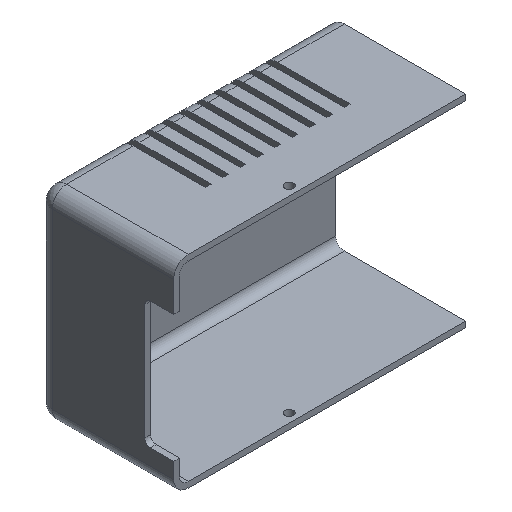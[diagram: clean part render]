
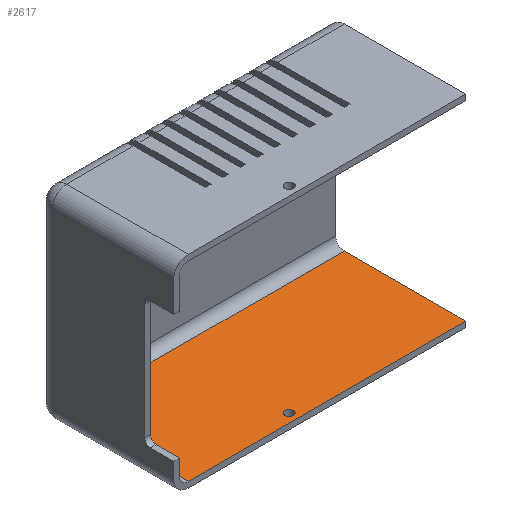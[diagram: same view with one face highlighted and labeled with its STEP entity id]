
A CAD part, isometric view. The second image highlights one B-rep face of the part: STEP entity #2617.
In plain terms, the highlighted planar face has unit normal (0, 0, 1).
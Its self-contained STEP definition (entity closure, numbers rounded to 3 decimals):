
#43 = PLANE('',#44);
#44 = AXIS2_PLACEMENT_3D('',#45,#46,#47);
#45 = CARTESIAN_POINT('',(48.,0.,60.));
#46 = DIRECTION('',(-1.,0.,0.));
#47 = DIRECTION('',(0.,0.,-1.));
#214 = VERTEX_POINT('',#215);
#215 = CARTESIAN_POINT('',(48.,0.,-3.));
#229 = PLANE('',#230);
#230 = AXIS2_PLACEMENT_3D('',#231,#232,#233);
#231 = CARTESIAN_POINT('',(0.,0.,30.));
#232 = DIRECTION('',(0.,1.,0.));
#233 = DIRECTION('',(0.,0.,1.));
#241 = EDGE_CURVE('',#214,#242,#244,.T.);
#242 = VERTEX_POINT('',#243);
#243 = CARTESIAN_POINT('',(48.,42.,-3.));
#244 = SURFACE_CURVE('',#245,(#249,#256),.PCURVE_S1.);
#245 = LINE('',#246,#247);
#246 = CARTESIAN_POINT('',(48.,0.,-3.));
#247 = VECTOR('',#248,1.);
#248 = DIRECTION('',(-0.,1.,0.));
#249 = PCURVE('',#43,#250);
#250 = DEFINITIONAL_REPRESENTATION('',(#251),#255);
#251 = LINE('',#252,#253);
#252 = CARTESIAN_POINT('',(63.,0.));
#253 = VECTOR('',#254,1.);
#254 = DIRECTION('',(0.,-1.));
#255 = ( GEOMETRIC_REPRESENTATION_CONTEXT(2) 
PARAMETRIC_REPRESENTATION_CONTEXT() REPRESENTATION_CONTEXT('2D SPACE',''
  ) );
#256 = PCURVE('',#257,#262);
#257 = PLANE('',#258);
#258 = AXIS2_PLACEMENT_3D('',#259,#260,#261);
#259 = CARTESIAN_POINT('',(48.,0.,-3.));
#260 = DIRECTION('',(0.,0.,1.));
#261 = DIRECTION('',(-1.,0.,0.));
#262 = DEFINITIONAL_REPRESENTATION('',(#263),#267);
#263 = LINE('',#264,#265);
#264 = CARTESIAN_POINT('',(0.,0.));
#265 = VECTOR('',#266,1.);
#266 = DIRECTION('',(0.,-1.));
#267 = ( GEOMETRIC_REPRESENTATION_CONTEXT(2) 
PARAMETRIC_REPRESENTATION_CONTEXT() REPRESENTATION_CONTEXT('2D SPACE',''
  ) );
#290 = CYLINDRICAL_SURFACE('',#291,3.);
#291 = AXIS2_PLACEMENT_3D('',#292,#293,#294);
#292 = CARTESIAN_POINT('',(48.,42.,0.));
#293 = DIRECTION('',(-1.,0.,0.));
#294 = DIRECTION('',(-0.,-1.,0.));
#2553 = VERTEX_POINT('',#2554);
#2554 = CARTESIAN_POINT('',(-48.,42.,-3.));
#2596 = EDGE_CURVE('',#242,#2553,#2597,.T.);
#2597 = SURFACE_CURVE('',#2598,(#2602,#2609),.PCURVE_S1.);
#2598 = LINE('',#2599,#2600);
#2599 = CARTESIAN_POINT('',(48.,42.,-3.));
#2600 = VECTOR('',#2601,1.);
#2601 = DIRECTION('',(-1.,0.,0.));
#2602 = PCURVE('',#290,#2603);
#2603 = DEFINITIONAL_REPRESENTATION('',(#2604),#2608);
#2604 = LINE('',#2605,#2606);
#2605 = CARTESIAN_POINT('',(-1.571,0.));
#2606 = VECTOR('',#2607,1.);
#2607 = DIRECTION('',(-0.,1.));
#2608 = ( GEOMETRIC_REPRESENTATION_CONTEXT(2) 
PARAMETRIC_REPRESENTATION_CONTEXT() REPRESENTATION_CONTEXT('2D SPACE',''
  ) );
#2609 = PCURVE('',#257,#2610);
#2610 = DEFINITIONAL_REPRESENTATION('',(#2611),#2615);
#2611 = LINE('',#2612,#2613);
#2612 = CARTESIAN_POINT('',(-0.,-42.));
#2613 = VECTOR('',#2614,1.);
#2614 = DIRECTION('',(1.,0.));
#2615 = ( GEOMETRIC_REPRESENTATION_CONTEXT(2) 
PARAMETRIC_REPRESENTATION_CONTEXT() REPRESENTATION_CONTEXT('2D SPACE',''
  ) );
#2617 = ADVANCED_FACE('',(#2618,#2671),#257,.T.);
#2618 = FACE_BOUND('',#2619,.T.);
#2619 = EDGE_LOOP('',(#2620,#2621,#2622,#2650));
#2620 = ORIENTED_EDGE('',*,*,#241,.T.);
#2621 = ORIENTED_EDGE('',*,*,#2596,.T.);
#2622 = ORIENTED_EDGE('',*,*,#2623,.F.);
#2623 = EDGE_CURVE('',#2624,#2553,#2626,.T.);
#2624 = VERTEX_POINT('',#2625);
#2625 = CARTESIAN_POINT('',(-48.,0.,-3.));
#2626 = SURFACE_CURVE('',#2627,(#2631,#2638),.PCURVE_S1.);
#2627 = LINE('',#2628,#2629);
#2628 = CARTESIAN_POINT('',(-48.,0.,-3.));
#2629 = VECTOR('',#2630,1.);
#2630 = DIRECTION('',(-0.,1.,0.));
#2631 = PCURVE('',#257,#2632);
#2632 = DEFINITIONAL_REPRESENTATION('',(#2633),#2637);
#2633 = LINE('',#2634,#2635);
#2634 = CARTESIAN_POINT('',(96.,0.));
#2635 = VECTOR('',#2636,1.);
#2636 = DIRECTION('',(0.,-1.));
#2637 = ( GEOMETRIC_REPRESENTATION_CONTEXT(2) 
PARAMETRIC_REPRESENTATION_CONTEXT() REPRESENTATION_CONTEXT('2D SPACE',''
  ) );
#2638 = PCURVE('',#2639,#2644);
#2639 = CYLINDRICAL_SURFACE('',#2640,3.);
#2640 = AXIS2_PLACEMENT_3D('',#2641,#2642,#2643);
#2641 = CARTESIAN_POINT('',(-48.,0.,0.));
#2642 = DIRECTION('',(0.,1.,0.));
#2643 = DIRECTION('',(1.,0.,0.));
#2644 = DEFINITIONAL_REPRESENTATION('',(#2645),#2649);
#2645 = LINE('',#2646,#2647);
#2646 = CARTESIAN_POINT('',(1.571,0.));
#2647 = VECTOR('',#2648,1.);
#2648 = DIRECTION('',(0.,1.));
#2649 = ( GEOMETRIC_REPRESENTATION_CONTEXT(2) 
PARAMETRIC_REPRESENTATION_CONTEXT() REPRESENTATION_CONTEXT('2D SPACE',''
  ) );
#2650 = ORIENTED_EDGE('',*,*,#2651,.F.);
#2651 = EDGE_CURVE('',#214,#2624,#2652,.T.);
#2652 = SURFACE_CURVE('',#2653,(#2657,#2664),.PCURVE_S1.);
#2653 = LINE('',#2654,#2655);
#2654 = CARTESIAN_POINT('',(48.,0.,-3.));
#2655 = VECTOR('',#2656,1.);
#2656 = DIRECTION('',(-1.,0.,0.));
#2657 = PCURVE('',#257,#2658);
#2658 = DEFINITIONAL_REPRESENTATION('',(#2659),#2663);
#2659 = LINE('',#2660,#2661);
#2660 = CARTESIAN_POINT('',(0.,0.));
#2661 = VECTOR('',#2662,1.);
#2662 = DIRECTION('',(1.,0.));
#2663 = ( GEOMETRIC_REPRESENTATION_CONTEXT(2) 
PARAMETRIC_REPRESENTATION_CONTEXT() REPRESENTATION_CONTEXT('2D SPACE',''
  ) );
#2664 = PCURVE('',#229,#2665);
#2665 = DEFINITIONAL_REPRESENTATION('',(#2666),#2670);
#2666 = LINE('',#2667,#2668);
#2667 = CARTESIAN_POINT('',(-33.,48.));
#2668 = VECTOR('',#2669,1.);
#2669 = DIRECTION('',(0.,-1.));
#2670 = ( GEOMETRIC_REPRESENTATION_CONTEXT(2) 
PARAMETRIC_REPRESENTATION_CONTEXT() REPRESENTATION_CONTEXT('2D SPACE',''
  ) );
#2671 = FACE_BOUND('',#2672,.T.);
#2672 = EDGE_LOOP('',(#2673));
#2673 = ORIENTED_EDGE('',*,*,#2674,.F.);
#2674 = EDGE_CURVE('',#2675,#2675,#2677,.T.);
#2675 = VERTEX_POINT('',#2676);
#2676 = CARTESIAN_POINT('',(-8.5,3.,-3.));
#2677 = SURFACE_CURVE('',#2678,(#2683,#2690),.PCURVE_S1.);
#2678 = CIRCLE('',#2679,1.5);
#2679 = AXIS2_PLACEMENT_3D('',#2680,#2681,#2682);
#2680 = CARTESIAN_POINT('',(-10.,3.,-3.));
#2681 = DIRECTION('',(0.,0.,1.));
#2682 = DIRECTION('',(1.,0.,0.));
#2683 = PCURVE('',#257,#2684);
#2684 = DEFINITIONAL_REPRESENTATION('',(#2685),#2689);
#2685 = CIRCLE('',#2686,1.5);
#2686 = AXIS2_PLACEMENT_2D('',#2687,#2688);
#2687 = CARTESIAN_POINT('',(58.,-3.));
#2688 = DIRECTION('',(-1.,0.));
#2689 = ( GEOMETRIC_REPRESENTATION_CONTEXT(2) 
PARAMETRIC_REPRESENTATION_CONTEXT() REPRESENTATION_CONTEXT('2D SPACE',''
  ) );
#2690 = PCURVE('',#2691,#2696);
#2691 = CYLINDRICAL_SURFACE('',#2692,1.5);
#2692 = AXIS2_PLACEMENT_3D('',#2693,#2694,#2695);
#2693 = CARTESIAN_POINT('',(-10.,3.,-9.));
#2694 = DIRECTION('',(0.,0.,1.));
#2695 = DIRECTION('',(1.,0.,0.));
#2696 = DEFINITIONAL_REPRESENTATION('',(#2697),#2701);
#2697 = LINE('',#2698,#2699);
#2698 = CARTESIAN_POINT('',(0.,6.));
#2699 = VECTOR('',#2700,1.);
#2700 = DIRECTION('',(1.,0.));
#2701 = ( GEOMETRIC_REPRESENTATION_CONTEXT(2) 
PARAMETRIC_REPRESENTATION_CONTEXT() REPRESENTATION_CONTEXT('2D SPACE',''
  ) );
